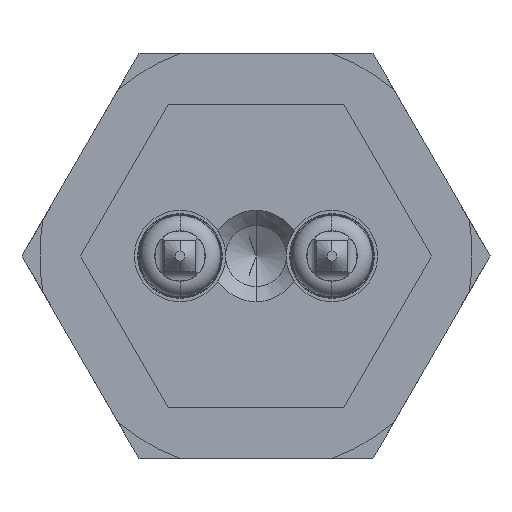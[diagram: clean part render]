
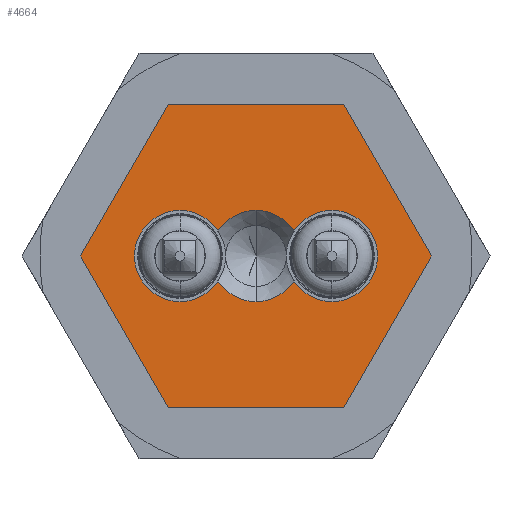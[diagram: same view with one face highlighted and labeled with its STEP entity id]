
A CAD part, front view. The second image highlights one B-rep face of the part: STEP entity #4664.
In plain terms, the highlighted face is planar.
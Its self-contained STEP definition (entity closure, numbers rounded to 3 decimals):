
#36 = VECTOR ( 'NONE', #2966, 1000. ) ;
#239 = CARTESIAN_POINT ( 'NONE',  ( -1.732, 9.3, -3. ) ) ;
#440 = LINE ( 'NONE', #615, #5554 ) ;
#597 = CARTESIAN_POINT ( 'NONE',  ( 3.464, 9.3, 0. ) ) ;
#607 = DIRECTION ( 'NONE',  ( 0.5, 0., 0.866 ) ) ;
#615 = CARTESIAN_POINT ( 'NONE',  ( 1.732, 9.3, 3. ) ) ;
#701 = CARTESIAN_POINT ( 'NONE',  ( -1.732, 9.3, -3. ) ) ;
#889 = EDGE_LOOP ( 'NONE', ( #3802, #3908, #2794, #2496, #4667, #2201 ) ) ;
#956 = AXIS2_PLACEMENT_3D ( 'NONE', #2556, #4456, #2595 ) ;
#999 = EDGE_CURVE ( 'NONE', #4049, #4338, #2610, .T. ) ;
#1003 = VECTOR ( 'NONE', #3557, 1000. ) ;
#1090 = EDGE_CURVE ( 'NONE', #2965, #2712, #4725, .T. ) ;
#1151 = DIRECTION ( 'NONE',  ( 0., -1., 0. ) ) ;
#1291 = CARTESIAN_POINT ( 'NONE',  ( 1.732, 9.3, -3. ) ) ;
#1552 = CARTESIAN_POINT ( 'NONE',  ( 0., 9.3, -0.9 ) ) ;
#1629 = VERTEX_POINT ( 'NONE', #3092 ) ;
#1666 = VECTOR ( 'NONE', #607, 1000. ) ;
#1702 = VECTOR ( 'NONE', #4491, 1000. ) ;
#1764 = CARTESIAN_POINT ( 'NONE',  ( -1.732, 9.3, -3. ) ) ;
#1772 = AXIS2_PLACEMENT_3D ( 'NONE', #2605, #5377, #3960 ) ;
#1902 = LINE ( 'NONE', #3594, #3879 ) ;
#2016 = VERTEX_POINT ( 'NONE', #3841 ) ;
#2099 = ORIENTED_EDGE ( 'NONE', *, *, #5217, .T. ) ;
#2104 = PLANE ( 'NONE',  #1772 ) ;
#2201 = ORIENTED_EDGE ( 'NONE', *, *, #1090, .T. ) ;
#2496 = ORIENTED_EDGE ( 'NONE', *, *, #3163, .T. ) ;
#2556 = CARTESIAN_POINT ( 'NONE',  ( 0., 9.3, 0. ) ) ;
#2592 = DIRECTION ( 'NONE',  ( 0., 0., 1. ) ) ;
#2595 = DIRECTION ( 'NONE',  ( 0., 0., 1. ) ) ;
#2605 = CARTESIAN_POINT ( 'NONE',  ( 1.732, 9.3, 3. ) ) ;
#2610 = LINE ( 'NONE', #5314, #36 ) ;
#2712 = VERTEX_POINT ( 'NONE', #4247 ) ;
#2794 = ORIENTED_EDGE ( 'NONE', *, *, #999, .T. ) ;
#2965 = VERTEX_POINT ( 'NONE', #4228 ) ;
#2966 = DIRECTION ( 'NONE',  ( -0.5, 0., -0.866 ) ) ;
#2996 = CARTESIAN_POINT ( 'NONE',  ( 0., 9.3, 0. ) ) ;
#3092 = CARTESIAN_POINT ( 'NONE',  ( 0., 9.3, 0.9 ) ) ;
#3163 = EDGE_CURVE ( 'NONE', #4338, #3716, #3829, .T. ) ;
#3211 = EDGE_CURVE ( 'NONE', #5675, #1629, #5839, .T. ) ;
#3384 = CARTESIAN_POINT ( 'NONE',  ( -1.732, 9.3, 3. ) ) ;
#3557 = DIRECTION ( 'NONE',  ( -0.5, 0., 0.866 ) ) ;
#3586 = FACE_OUTER_BOUND ( 'NONE', #889, .T. ) ;
#3594 = CARTESIAN_POINT ( 'NONE',  ( -1.732, 9.3, 3. ) ) ;
#3667 = CIRCLE ( 'NONE', #3975, 0.9 ) ;
#3716 = VERTEX_POINT ( 'NONE', #1764 ) ;
#3802 = ORIENTED_EDGE ( 'NONE', *, *, #5867, .T. ) ;
#3829 = LINE ( 'NONE', #701, #1702 ) ;
#3841 = CARTESIAN_POINT ( 'NONE',  ( 1.732, 9.3, 3. ) ) ;
#3879 = VECTOR ( 'NONE', #5915, 1000. ) ;
#3904 = DIRECTION ( 'NONE',  ( 0.5, 0., -0.866 ) ) ;
#3908 = ORIENTED_EDGE ( 'NONE', *, *, #4161, .T. ) ;
#3960 = DIRECTION ( 'NONE',  ( 0., 0., 1. ) ) ;
#3975 = AXIS2_PLACEMENT_3D ( 'NONE', #2996, #1151, #2592 ) ;
#4049 = VERTEX_POINT ( 'NONE', #597 ) ;
#4161 = EDGE_CURVE ( 'NONE', #2016, #4049, #440, .T. ) ;
#4228 = CARTESIAN_POINT ( 'NONE',  ( -3.464, 9.3, 0. ) ) ;
#4247 = CARTESIAN_POINT ( 'NONE',  ( -1.732, 9.3, 3. ) ) ;
#4338 = VERTEX_POINT ( 'NONE', #1291 ) ;
#4456 = DIRECTION ( 'NONE',  ( 0., -1., 0. ) ) ;
#4491 = DIRECTION ( 'NONE',  ( -1., 0., 0. ) ) ;
#4536 = EDGE_LOOP ( 'NONE', ( #2099, #5885 ) ) ;
#4664 = ADVANCED_FACE ( 'NONE', ( #5973, #3586 ), #2104, .T. ) ;
#4667 = ORIENTED_EDGE ( 'NONE', *, *, #5725, .T. ) ;
#4725 = LINE ( 'NONE', #3384, #1666 ) ;
#5217 = EDGE_CURVE ( 'NONE', #1629, #5675, #3667, .T. ) ;
#5314 = CARTESIAN_POINT ( 'NONE',  ( 1.732, 9.3, -3. ) ) ;
#5326 = LINE ( 'NONE', #239, #1003 ) ;
#5377 = DIRECTION ( 'NONE',  ( 0., 1., 0. ) ) ;
#5554 = VECTOR ( 'NONE', #3904, 1000. ) ;
#5675 = VERTEX_POINT ( 'NONE', #1552 ) ;
#5725 = EDGE_CURVE ( 'NONE', #3716, #2965, #5326, .T. ) ;
#5839 = CIRCLE ( 'NONE', #956, 0.9 ) ;
#5867 = EDGE_CURVE ( 'NONE', #2712, #2016, #1902, .T. ) ;
#5885 = ORIENTED_EDGE ( 'NONE', *, *, #3211, .T. ) ;
#5915 = DIRECTION ( 'NONE',  ( 1., 0., 0. ) ) ;
#5973 = FACE_BOUND ( 'NONE', #4536, .T. ) ;
